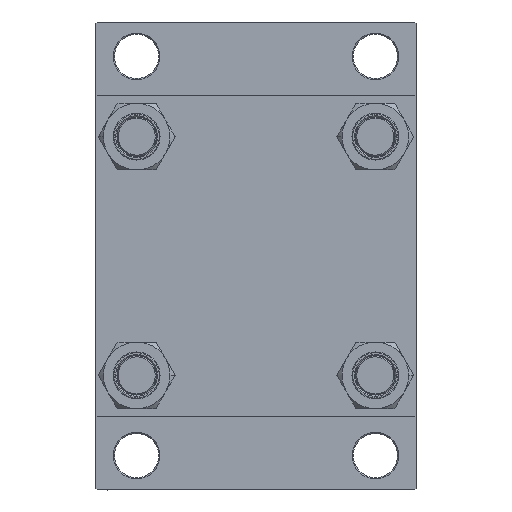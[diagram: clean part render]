
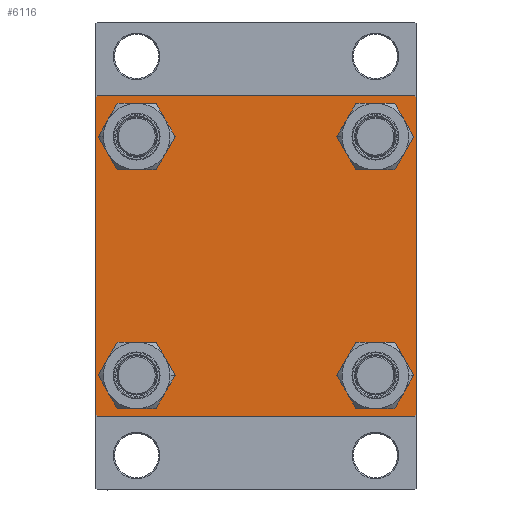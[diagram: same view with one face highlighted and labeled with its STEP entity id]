
A CAD part, left-side view. The second image highlights one B-rep face of the part: STEP entity #6116.
In plain terms, the highlighted planar face has unit normal (-1, 0, 0).
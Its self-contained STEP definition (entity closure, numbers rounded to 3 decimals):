
#781 = VECTOR ( 'NONE', #3699, 1000. ) ;
#973 = CARTESIAN_POINT ( 'NONE',  ( 0., -65., 65. ) ) ;
#1119 = ORIENTED_EDGE ( 'NONE', *, *, #33848, .T. ) ;
#1418 = DIRECTION ( 'NONE',  ( 1., 0., 0. ) ) ;
#2303 = CARTESIAN_POINT ( 'NONE',  ( 0., 64.5, -65. ) ) ;
#3131 = FACE_OUTER_BOUND ( 'NONE', #10214, .T. ) ;
#3293 = CIRCLE ( 'NONE', #27135, 8.5 ) ;
#3699 = DIRECTION ( 'NONE',  ( 0., 0.707, -0.707 ) ) ;
#3789 = CARTESIAN_POINT ( 'NONE',  ( 0., -64.75, -64.75 ) ) ;
#3855 = CARTESIAN_POINT ( 'NONE',  ( 0., -64.5, 65. ) ) ;
#4280 = AXIS2_PLACEMENT_3D ( 'NONE', #6612, #33808, #29946 ) ;
#4639 = CARTESIAN_POINT ( 'NONE',  ( 0., -48.45, 56.95 ) ) ;
#5599 = CARTESIAN_POINT ( 'NONE',  ( 0., 48.45, 48.45 ) ) ;
#6116 = ADVANCED_FACE ( 'NONE', ( #25318, #40006, #46358, #43376, #3131 ), #21712, .T. ) ;
#6191 = CARTESIAN_POINT ( 'NONE',  ( 0., -65., 64.5 ) ) ;
#6612 = CARTESIAN_POINT ( 'NONE',  ( 0., 48.45, 48.45 ) ) ;
#6949 = CIRCLE ( 'NONE', #8488, 8.5 ) ;
#7042 = ORIENTED_EDGE ( 'NONE', *, *, #17767, .T. ) ;
#7294 = EDGE_LOOP ( 'NONE', ( #15796, #17413 ) ) ;
#7485 = VERTEX_POINT ( 'NONE', #6191 ) ;
#7575 = ORIENTED_EDGE ( 'NONE', *, *, #29980, .F. ) ;
#8304 = CIRCLE ( 'NONE', #25246, 8.5 ) ;
#8488 = AXIS2_PLACEMENT_3D ( 'NONE', #5599, #41748, #9459 ) ;
#8577 = EDGE_CURVE ( 'NONE', #38135, #28693, #30778, .T. ) ;
#8829 = EDGE_CURVE ( 'NONE', #42246, #11276, #14629, .T. ) ;
#8902 = VECTOR ( 'NONE', #15675, 1000. ) ;
#9261 = AXIS2_PLACEMENT_3D ( 'NONE', #44412, #41031, #44888 ) ;
#9308 = DIRECTION ( 'NONE',  ( 0., 0., 1. ) ) ;
#9459 = DIRECTION ( 'NONE',  ( 0., 0., 1. ) ) ;
#9646 = CARTESIAN_POINT ( 'NONE',  ( 0., -65., -64.5 ) ) ;
#10080 = CARTESIAN_POINT ( 'NONE',  ( 0., 48.45, 56.95 ) ) ;
#10129 = DIRECTION ( 'NONE',  ( 0., 0.707, 0.707 ) ) ;
#10214 = EDGE_LOOP ( 'NONE', ( #41539, #1119, #44471, #34672, #7575, #29503, #42313, #42459 ) ) ;
#10383 = DIRECTION ( 'NONE',  ( 0., 0., 1. ) ) ;
#10440 = CARTESIAN_POINT ( 'NONE',  ( 0., 65., -65. ) ) ;
#10803 = CARTESIAN_POINT ( 'NONE',  ( 0., 65., 65. ) ) ;
#11004 = CARTESIAN_POINT ( 'NONE',  ( 0., 65., 65. ) ) ;
#11068 = CARTESIAN_POINT ( 'NONE',  ( 0., 65., 64.5 ) ) ;
#11276 = VERTEX_POINT ( 'NONE', #43334 ) ;
#12032 = VERTEX_POINT ( 'NONE', #4639 ) ;
#12969 = EDGE_CURVE ( 'NONE', #26876, #24164, #30184, .T. ) ;
#13029 = EDGE_CURVE ( 'NONE', #33421, #33379, #6949, .T. ) ;
#13245 = AXIS2_PLACEMENT_3D ( 'NONE', #35840, #31984, #24308 ) ;
#13910 = CARTESIAN_POINT ( 'NONE',  ( 0., 48.45, -56.95 ) ) ;
#14196 = AXIS2_PLACEMENT_3D ( 'NONE', #36794, #31224, #9308 ) ;
#14402 = DIRECTION ( 'NONE',  ( 0., -0.707, 0.707 ) ) ;
#14465 = DIRECTION ( 'NONE',  ( -1., 0., 0. ) ) ;
#14483 = EDGE_CURVE ( 'NONE', #26876, #19099, #14613, .T. ) ;
#14494 = CARTESIAN_POINT ( 'NONE',  ( 0., -48.45, -48.45 ) ) ;
#14561 = ORIENTED_EDGE ( 'NONE', *, *, #19134, .T. ) ;
#14613 = LINE ( 'NONE', #11004, #42379 ) ;
#14629 = CIRCLE ( 'NONE', #15415, 8.5 ) ;
#15280 = VECTOR ( 'NONE', #14402, 1000. ) ;
#15415 = AXIS2_PLACEMENT_3D ( 'NONE', #14494, #32321, #39800 ) ;
#15627 = CARTESIAN_POINT ( 'NONE',  ( 0., -48.45, 39.95 ) ) ;
#15675 = DIRECTION ( 'NONE',  ( 0., 0., -1. ) ) ;
#15796 = ORIENTED_EDGE ( 'NONE', *, *, #13029, .T. ) ;
#15891 = DIRECTION ( 'NONE',  ( 0., 0., 1. ) ) ;
#16281 = ORIENTED_EDGE ( 'NONE', *, *, #42455, .T. ) ;
#17413 = ORIENTED_EDGE ( 'NONE', *, *, #37217, .T. ) ;
#17767 = EDGE_CURVE ( 'NONE', #37526, #12032, #28653, .T. ) ;
#19099 = VERTEX_POINT ( 'NONE', #3855 ) ;
#19134 = EDGE_CURVE ( 'NONE', #12032, #37526, #3293, .T. ) ;
#19175 = AXIS2_PLACEMENT_3D ( 'NONE', #47481, #14465, #10383 ) ;
#21712 = PLANE ( 'NONE',  #19175 ) ;
#21960 = ORIENTED_EDGE ( 'NONE', *, *, #8829, .T. ) ;
#22717 = VERTEX_POINT ( 'NONE', #44625 ) ;
#23161 = LINE ( 'NONE', #973, #8902 ) ;
#23249 = ORIENTED_EDGE ( 'NONE', *, *, #33533, .T. ) ;
#24164 = VERTEX_POINT ( 'NONE', #11068 ) ;
#24308 = DIRECTION ( 'NONE',  ( 0., 0., 1. ) ) ;
#24547 = CARTESIAN_POINT ( 'NONE',  ( 0., 48.45, 39.95 ) ) ;
#24585 = EDGE_LOOP ( 'NONE', ( #14561, #7042 ) ) ;
#25099 = EDGE_CURVE ( 'NONE', #7485, #19099, #33225, .T. ) ;
#25228 = DIRECTION ( 'NONE',  ( 0., -1., 0. ) ) ;
#25246 = AXIS2_PLACEMENT_3D ( 'NONE', #30892, #41984, #42692 ) ;
#25318 = FACE_BOUND ( 'NONE', #24585, .T. ) ;
#25971 = VERTEX_POINT ( 'NONE', #39581 ) ;
#26499 = CIRCLE ( 'NONE', #14196, 8.5 ) ;
#26600 = LINE ( 'NONE', #37682, #34963 ) ;
#26876 = VERTEX_POINT ( 'NONE', #39835 ) ;
#27135 = AXIS2_PLACEMENT_3D ( 'NONE', #34429, #1418, #15891 ) ;
#27529 = VECTOR ( 'NONE', #42966, 1000. ) ;
#28653 = CIRCLE ( 'NONE', #13245, 8.5 ) ;
#28693 = VERTEX_POINT ( 'NONE', #42522 ) ;
#28874 = DIRECTION ( 'NONE',  ( 0., 0., -1. ) ) ;
#29503 = ORIENTED_EDGE ( 'NONE', *, *, #25099, .T. ) ;
#29610 = CARTESIAN_POINT ( 'NONE',  ( 0., -64.75, 64.75 ) ) ;
#29712 = EDGE_LOOP ( 'NONE', ( #16281, #34999 ) ) ;
#29946 = DIRECTION ( 'NONE',  ( 0., 0., 1. ) ) ;
#29980 = EDGE_CURVE ( 'NONE', #7485, #38597, #23161, .T. ) ;
#30184 = LINE ( 'NONE', #44886, #781 ) ;
#30778 = CIRCLE ( 'NONE', #9261, 8.5 ) ;
#30892 = CARTESIAN_POINT ( 'NONE',  ( 0., 48.45, -48.45 ) ) ;
#31224 = DIRECTION ( 'NONE',  ( 1., 0., 0. ) ) ;
#31984 = DIRECTION ( 'NONE',  ( 1., 0., 0. ) ) ;
#32321 = DIRECTION ( 'NONE',  ( 1., 0., 0. ) ) ;
#33225 = LINE ( 'NONE', #29610, #36442 ) ;
#33379 = VERTEX_POINT ( 'NONE', #24547 ) ;
#33421 = VERTEX_POINT ( 'NONE', #10080 ) ;
#33510 = CIRCLE ( 'NONE', #4280, 8.5 ) ;
#33533 = EDGE_CURVE ( 'NONE', #11276, #42246, #26499, .T. ) ;
#33718 = VERTEX_POINT ( 'NONE', #2303 ) ;
#33808 = DIRECTION ( 'NONE',  ( 1., 0., 0. ) ) ;
#33848 = EDGE_CURVE ( 'NONE', #25971, #33718, #26600, .T. ) ;
#34429 = CARTESIAN_POINT ( 'NONE',  ( 0., -48.45, 48.45 ) ) ;
#34672 = ORIENTED_EDGE ( 'NONE', *, *, #47240, .T. ) ;
#34963 = VECTOR ( 'NONE', #41770, 1000. ) ;
#34999 = ORIENTED_EDGE ( 'NONE', *, *, #8577, .T. ) ;
#35840 = CARTESIAN_POINT ( 'NONE',  ( 0., -48.45, 48.45 ) ) ;
#36137 = EDGE_LOOP ( 'NONE', ( #23249, #21960 ) ) ;
#36212 = LINE ( 'NONE', #10440, #27529 ) ;
#36442 = VECTOR ( 'NONE', #10129, 1000. ) ;
#36794 = CARTESIAN_POINT ( 'NONE',  ( 0., -48.45, -48.45 ) ) ;
#37217 = EDGE_CURVE ( 'NONE', #33379, #33421, #33510, .T. ) ;
#37507 = VECTOR ( 'NONE', #28874, 1000. ) ;
#37526 = VERTEX_POINT ( 'NONE', #15627 ) ;
#37682 = CARTESIAN_POINT ( 'NONE',  ( 0., 64.75, -64.75 ) ) ;
#38135 = VERTEX_POINT ( 'NONE', #13910 ) ;
#38597 = VERTEX_POINT ( 'NONE', #9646 ) ;
#38909 = CARTESIAN_POINT ( 'NONE',  ( 0., -48.45, -56.95 ) ) ;
#39581 = CARTESIAN_POINT ( 'NONE',  ( 0., 65., -64.5 ) ) ;
#39800 = DIRECTION ( 'NONE',  ( 0., 0., 1. ) ) ;
#39835 = CARTESIAN_POINT ( 'NONE',  ( 0., 64.5, 65. ) ) ;
#40006 = FACE_BOUND ( 'NONE', #36137, .T. ) ;
#41031 = DIRECTION ( 'NONE',  ( 1., 0., 0. ) ) ;
#41539 = ORIENTED_EDGE ( 'NONE', *, *, #44623, .T. ) ;
#41748 = DIRECTION ( 'NONE',  ( 1., 0., 0. ) ) ;
#41770 = DIRECTION ( 'NONE',  ( 0., -0.707, -0.707 ) ) ;
#41984 = DIRECTION ( 'NONE',  ( 1., 0., 0. ) ) ;
#42246 = VERTEX_POINT ( 'NONE', #38909 ) ;
#42313 = ORIENTED_EDGE ( 'NONE', *, *, #14483, .F. ) ;
#42379 = VECTOR ( 'NONE', #25228, 1000. ) ;
#42455 = EDGE_CURVE ( 'NONE', #28693, #38135, #8304, .T. ) ;
#42459 = ORIENTED_EDGE ( 'NONE', *, *, #12969, .T. ) ;
#42522 = CARTESIAN_POINT ( 'NONE',  ( 0., 48.45, -39.95 ) ) ;
#42692 = DIRECTION ( 'NONE',  ( 0., 0., 1. ) ) ;
#42966 = DIRECTION ( 'NONE',  ( 0., -1., 0. ) ) ;
#43090 = LINE ( 'NONE', #10803, #37507 ) ;
#43334 = CARTESIAN_POINT ( 'NONE',  ( 0., -48.45, -39.95 ) ) ;
#43376 = FACE_BOUND ( 'NONE', #7294, .T. ) ;
#44412 = CARTESIAN_POINT ( 'NONE',  ( 0., 48.45, -48.45 ) ) ;
#44471 = ORIENTED_EDGE ( 'NONE', *, *, #45335, .T. ) ;
#44623 = EDGE_CURVE ( 'NONE', #24164, #25971, #43090, .T. ) ;
#44625 = CARTESIAN_POINT ( 'NONE',  ( 0., -64.5, -65. ) ) ;
#44886 = CARTESIAN_POINT ( 'NONE',  ( 0., 64.75, 64.75 ) ) ;
#44888 = DIRECTION ( 'NONE',  ( 0., 0., 1. ) ) ;
#45335 = EDGE_CURVE ( 'NONE', #33718, #22717, #36212, .T. ) ;
#46358 = FACE_BOUND ( 'NONE', #29712, .T. ) ;
#47240 = EDGE_CURVE ( 'NONE', #22717, #38597, #47415, .T. ) ;
#47415 = LINE ( 'NONE', #3789, #15280 ) ;
#47481 = CARTESIAN_POINT ( 'NONE',  ( 0., 0., 0. ) ) ;
